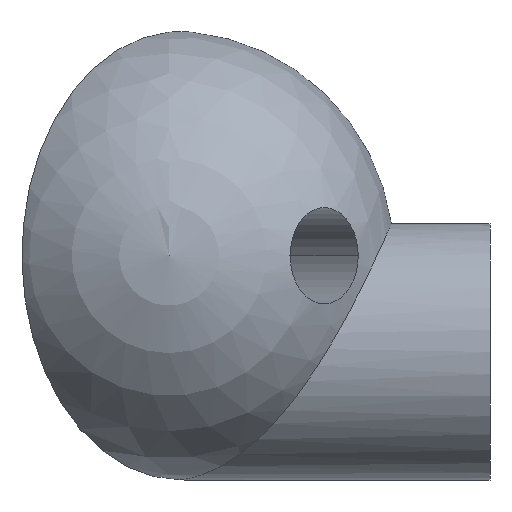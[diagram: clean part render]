
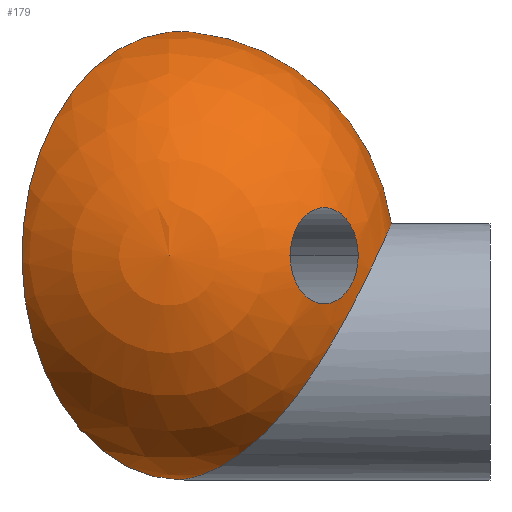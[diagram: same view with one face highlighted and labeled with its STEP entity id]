
A CAD part, left-side view. The second image highlights one B-rep face of the part: STEP entity #179.
In plain terms, the highlighted spherical face has radius 7 mm.
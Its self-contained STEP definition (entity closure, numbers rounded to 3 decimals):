
#5 = EDGE_LOOP ( 'NONE', ( #394, #120 ) ) ;
#10 = CIRCLE ( 'NONE', #160, 1.5 ) ;
#15 = CIRCLE ( 'NONE', #354, 7. ) ;
#17 = CARTESIAN_POINT ( 'NONE',  ( -0.591, 3.09, 3.959 ) ) ;
#22 = EDGE_CURVE ( 'NONE', #255, #131, #10, .T. ) ;
#25 = CARTESIAN_POINT ( 'NONE',  ( -0.601, 9.479, -3.961 ) ) ;
#28 = CARTESIAN_POINT ( 'NONE',  ( 0., 10., 3. ) ) ;
#30 = CARTESIAN_POINT ( 'NONE',  ( -0.379, 9.672, -3.982 ) ) ;
#41 = CARTESIAN_POINT ( 'NONE',  ( 0., 9.293, 9.964 ) ) ;
#44 = EDGE_LOOP ( 'NONE', ( #358, #196, #106 ) ) ;
#48 = CARTESIAN_POINT ( 'NONE',  ( -2.215, 3.362, 3.343 ) ) ;
#51 = CARTESIAN_POINT ( 'NONE',  ( -3.964, 5.474, -0.59 ) ) ;
#59 = CARTESIAN_POINT ( 'NONE',  ( -5.895, 6.226, 3. ) ) ;
#60 = CARTESIAN_POINT ( 'NONE',  ( -1.252, 8.903, -3.806 ) ) ;
#63 = DIRECTION ( 'NONE',  ( 0., 0., -1. ) ) ;
#68 = CARTESIAN_POINT ( 'NONE',  ( -3.774, 4.105, 3. ) ) ;
#84 = DIRECTION ( 'NONE',  ( -0.707, 0.707, 0. ) ) ;
#85 = SPHERICAL_SURFACE ( 'NONE', #152, 7. ) ;
#90 = CARTESIAN_POINT ( 'NONE',  ( -0.82, 9.287, -3.921 ) ) ;
#93 = CARTESIAN_POINT ( 'NONE',  ( 0., 10., 3. ) ) ;
#97 = EDGE_CURVE ( 'NONE', #131, #255, #357, .T. ) ;
#104 = DIRECTION ( 'NONE',  ( -0.707, 0.707, 0. ) ) ;
#106 = ORIENTED_EDGE ( 'NONE', *, *, #126, .F. ) ;
#113 = CARTESIAN_POINT ( 'NONE',  ( -3.23, 3.814, 2.376 ) ) ;
#115 = CARTESIAN_POINT ( 'NONE',  ( -1.97, 3.295, 3.493 ) ) ;
#117 = CARTESIAN_POINT ( 'NONE',  ( -2.872, 3.613, 2.798 ) ) ;
#120 = ORIENTED_EDGE ( 'NONE', *, *, #22, .F. ) ;
#123 = CARTESIAN_POINT ( 'NONE',  ( -1.465, 8.71, -3.729 ) ) ;
#125 = DIRECTION ( 'NONE',  ( 1., 0., 0. ) ) ;
#126 = EDGE_CURVE ( 'NONE', #288, #220, #366, .T. ) ;
#131 = VERTEX_POINT ( 'NONE', #59 ) ;
#136 = EDGE_CURVE ( 'NONE', #244, #288, #15, .T. ) ;
#147 = CARTESIAN_POINT ( 'NONE',  ( -3.644, 4.165, 1.672 ) ) ;
#148 = CARTESIAN_POINT ( 'NONE',  ( -4.835, 5.165, 3. ) ) ;
#152 = AXIS2_PLACEMENT_3D ( 'NONE', #93, #391, #238 ) ;
#160 = AXIS2_PLACEMENT_3D ( 'NONE', #370, #374, #104 ) ;
#162 = CARTESIAN_POINT ( 'NONE',  ( 0., 3.072, 4. ) ) ;
#164 = FACE_BOUND ( 'NONE', #5, .T. ) ;
#165 = CARTESIAN_POINT ( 'NONE',  ( -0.354, 9.646, 3. ) ) ;
#173 = CARTESIAN_POINT ( 'NONE',  ( -3.952, 4.706, 0.667 ) ) ;
#175 = CARTESIAN_POINT ( 'NONE',  ( -3.746, 4.292, 1.427 ) ) ;
#179 = ADVANCED_FACE ( 'NONE', ( #228, #164 ), #85, .T. ) ;
#186 = CARTESIAN_POINT ( 'NONE',  ( -2.455, 7.767, -3.192 ) ) ;
#196 = ORIENTED_EDGE ( 'NONE', *, *, #256, .F. ) ;
#205 = CARTESIAN_POINT ( 'NONE',  ( -0.148, 3.072, 4. ) ) ;
#207 = CARTESIAN_POINT ( 'NONE',  ( -4.007, 5.155, -0.092 ) ) ;
#213 = CARTESIAN_POINT ( 'NONE',  ( -3.394, 6.668, -2.17 ) ) ;
#220 = VERTEX_POINT ( 'NONE', #305 ) ;
#228 = FACE_OUTER_BOUND ( 'NONE', #44, .T. ) ;
#231 = CARTESIAN_POINT ( 'NONE',  ( -1.164, 3.142, 3.838 ) ) ;
#234 = CIRCLE ( 'NONE', #385, 6.982 ) ;
#238 = DIRECTION ( 'NONE',  ( 0., 0., 1. ) ) ;
#244 = VERTEX_POINT ( 'NONE', #41 ) ;
#255 = VERTEX_POINT ( 'NONE', #68 ) ;
#256 = EDGE_CURVE ( 'NONE', #220, #244, #234, .T. ) ;
#259 = CARTESIAN_POINT ( 'NONE',  ( -0.297, 3.075, 3.992 ) ) ;
#260 = DIRECTION ( 'NONE',  ( -0.707, -0.707, 0. ) ) ;
#265 = CARTESIAN_POINT ( 'NONE',  ( -3.119, 7.024, -2.547 ) ) ;
#285 = CARTESIAN_POINT ( 'NONE',  ( 0., 3.072, 4. ) ) ;
#286 = CARTESIAN_POINT ( 'NONE',  ( -0.736, 3.1, 3.934 ) ) ;
#288 = VERTEX_POINT ( 'NONE', #162 ) ;
#296 = CARTESIAN_POINT ( 'NONE',  ( -3.791, 5.97, -1.298 ) ) ;
#305 = CARTESIAN_POINT ( 'NONE',  ( -0.379, 9.672, -3.982 ) ) ;
#315 = AXIS2_PLACEMENT_3D ( 'NONE', #148, #260, #84 ) ;
#316 = CARTESIAN_POINT ( 'NONE',  ( -3.386, 3.926, 2.146 ) ) ;
#318 = CARTESIAN_POINT ( 'NONE',  ( -2.668, 3.522, 2.994 ) ) ;
#335 = DIRECTION ( 'NONE',  ( 0.707, 0.707, 0. ) ) ;
#347 = CARTESIAN_POINT ( 'NONE',  ( -3.901, 4.563, 0.923 ) ) ;
#354 = AXIS2_PLACEMENT_3D ( 'NONE', #28, #125, #63 ) ;
#356 = CARTESIAN_POINT ( 'NONE',  ( -3.706, 6.142, -1.525 ) ) ;
#357 = CIRCLE ( 'NONE', #315, 1.5 ) ;
#358 = ORIENTED_EDGE ( 'NONE', *, *, #136, .F. ) ;
#359 = CARTESIAN_POINT ( 'NONE',  ( -3.92, 5.637, -0.832 ) ) ;
#364 = DIRECTION ( 'NONE',  ( 0.707, -0.707, 0. ) ) ;
#366 = B_SPLINE_CURVE_WITH_KNOTS ( 'NONE', 3,
 ( #285, #205, #259, #17, #286, #231, #382, #115, #48, #318, #117, #113, #316, #147, #175, #347, #173, #381, #207, #51, #359, #296, #356, #213, #265, #186, #387, #123, #60, #90, #25, #30 ),
 .UNSPECIFIED., .F., .F.,
 ( 4, 2, 2, 2, 2, 2, 2, 2, 2, 2, 2, 2, 2, 2, 2, 4 ),
 ( 0.015, 0.015, 0.015, 0.016, 0.017, 0.018, 0.019, 0.02, 0.021, 0.022, 0.023, 0.023, 0.025, 0.027, 0.028, 0.029 ),
 .UNSPECIFIED. ) ;
#370 = CARTESIAN_POINT ( 'NONE',  ( -4.835, 5.165, 3. ) ) ;
#374 = DIRECTION ( 'NONE',  ( -0.707, -0.707, 0. ) ) ;
#381 = CARTESIAN_POINT ( 'NONE',  ( -4.005, 5.001, 0.161 ) ) ;
#382 = CARTESIAN_POINT ( 'NONE',  ( -1.445, 3.185, 3.741 ) ) ;
#385 = AXIS2_PLACEMENT_3D ( 'NONE', #165, #335, #364 ) ;
#387 = CARTESIAN_POINT ( 'NONE',  ( -2.079, 8.139, -3.447 ) ) ;
#391 = DIRECTION ( 'NONE',  ( -1., 0., 0. ) ) ;
#394 = ORIENTED_EDGE ( 'NONE', *, *, #97, .F. ) ;
